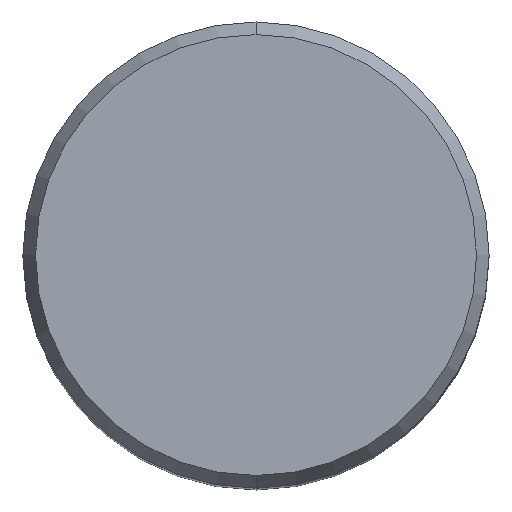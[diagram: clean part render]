
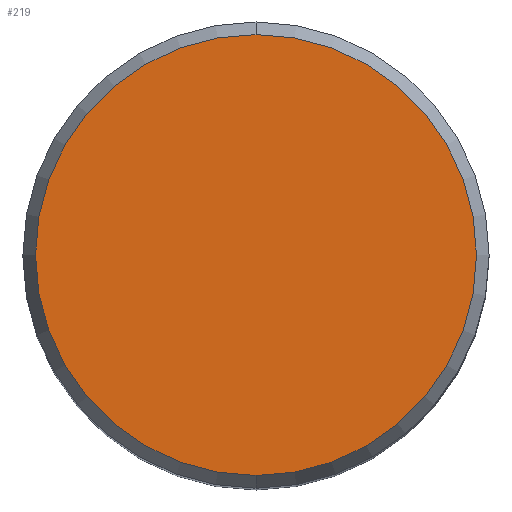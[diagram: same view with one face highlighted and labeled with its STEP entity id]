
A CAD part, top view. The second image highlights one B-rep face of the part: STEP entity #219.
In plain terms, the highlighted planar face has unit normal (0, 0, 1).
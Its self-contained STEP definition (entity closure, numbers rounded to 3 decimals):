
#101=EDGE_CURVE('',#137,#147,#252,.T.);
#125=EDGE_CURVE('',#147,#137,#279,.T.);
#137=VERTEX_POINT('',#293);
#147=VERTEX_POINT('',#304);
#219=ADVANCED_FACE('',(#385),#386,.T.);
#252=CIRCLE('',#415,12.012);
#279=CIRCLE('',#450,12.012);
#293=CARTESIAN_POINT('',(0.,-12.012,0.0));
#304=CARTESIAN_POINT('',(0.0,12.012,0.0));
#385=FACE_OUTER_BOUND('',#585,.T.);
#386=PLANE('',#586);
#415=AXIS2_PLACEMENT_3D('',#602,#603,#604);
#450=AXIS2_PLACEMENT_3D('',#645,#646,#647);
#585=EDGE_LOOP('',(#777,#778));
#586=AXIS2_PLACEMENT_3D('',#779,#780,#781);
#602=CARTESIAN_POINT('',(0.0,0.0,0.0));
#603=DIRECTION('',(0.0,0.0,-1.0));
#604=DIRECTION('',(0.0,1.0,0.0));
#645=CARTESIAN_POINT('',(0.0,0.0,0.0));
#646=DIRECTION('',(0.0,0.0,-1.0));
#647=DIRECTION('',(0.0,1.0,0.0));
#777=ORIENTED_EDGE('',*,*,#125,.F.);
#778=ORIENTED_EDGE('',*,*,#101,.F.);
#779=CARTESIAN_POINT('',(0.0,6.006,0.0));
#780=DIRECTION('',(-0.0,0.0,1.0));
#781=DIRECTION('',(0.0,-1.0,0.0));
